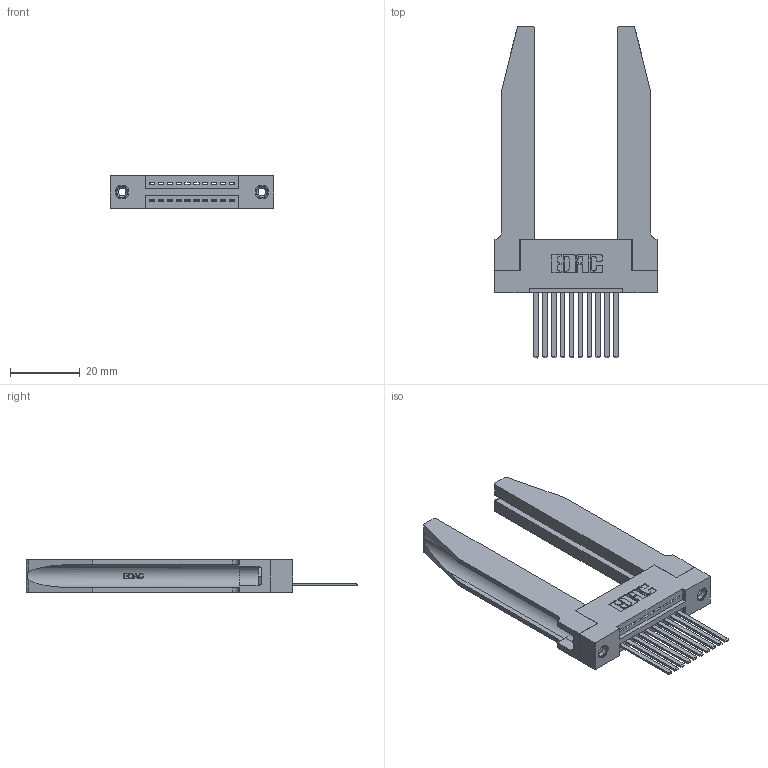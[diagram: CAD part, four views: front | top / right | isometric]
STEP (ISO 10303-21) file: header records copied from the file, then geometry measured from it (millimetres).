
FILE_DESCRIPTION (( 'STEP AP203' ), '1' );
FILE_NAME ('345-010-544-178.STEP', '2019-10-03T22:31:46', ( '' ), ( '' ), 'SwSTEP 2.0', 'SolidWorks 2016', '' );
FILE_SCHEMA (( 'CONFIG_CONTROL_DESIGN' ));
Length unit declared in the file: inch
Products named in the file (5): 345-220-078_345-220-078; 345-250-001_345-250-001-102; 345-292-001_345-293-144; 345 Part_Flush Mounting Lugs - 0.156 Dia-TH; 345-010-544-178
Assembly tree (15 placements, depth 2):
  345-010-544-178
    345 Part_Flush Mounting Lugs - 0.156 Dia-TH
    345-292-001_345-293-144  x10
    345-250-001_345-250-001-102  x2
    345-220-078_345-220-078  x2
Bounding box: 46.63 x 94.92 x 9.4 mm (x, y, z)
Volume: 12053.5 mm3; surface area: 12450.2 mm2
Topology: 15 solids, 15 shells, 880 faces, 2529 edges, 1662 vertices
Faces by surface type: plane 582, cylinder 246, bspline 36, cone 12, torus 4
Entity records: 16390 total; most frequent: CARTESIAN_POINT 3737, ORIENTED_EDGE 2578, DIRECTION 2315, EDGE_CURVE 1289, VECTOR 1027, LINE 1027, VERTEX_POINT 852, AXIS2_PLACEMENT_3D 644
